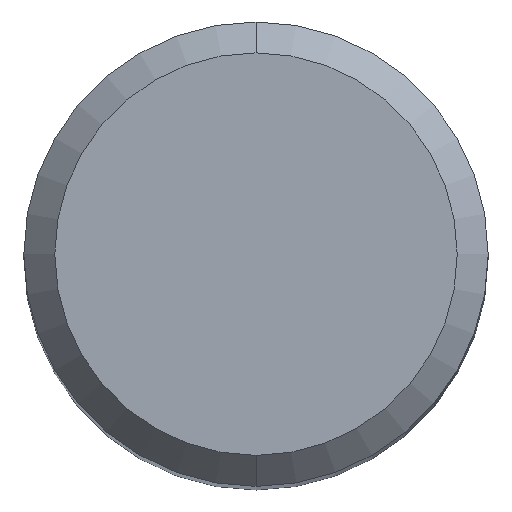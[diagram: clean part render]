
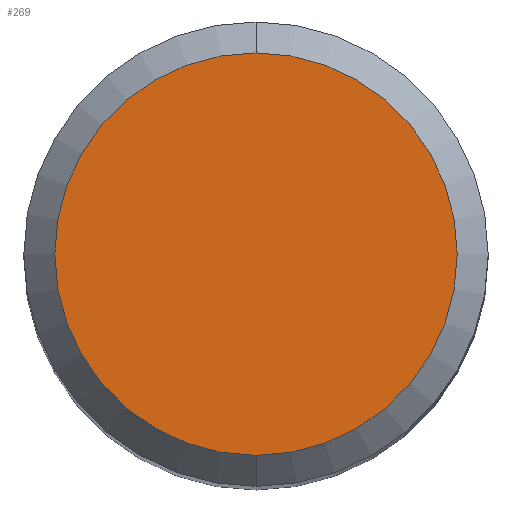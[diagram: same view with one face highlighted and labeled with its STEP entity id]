
A CAD part, top view. The second image highlights one B-rep face of the part: STEP entity #269.
In plain terms, the highlighted planar face has unit normal (0, 0, 1).
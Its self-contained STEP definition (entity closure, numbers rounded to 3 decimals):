
#269=ADVANCED_FACE('',(#594),#595,.T.);
#305=EDGE_CURVE('',#439,#389,#635,.T.);
#389=VERTEX_POINT('',#726);
#423=EDGE_CURVE('',#389,#439,#764,.T.);
#439=VERTEX_POINT('',#784);
#594=FACE_OUTER_BOUND('',#1028,.T.);
#595=PLANE('',#1029);
#635=CIRCLE('',#1111,2.6);
#726=CARTESIAN_POINT('',(0.,-2.6,0.0));
#764=CIRCLE('',#1348,2.6);
#784=CARTESIAN_POINT('',(0.0,2.6,0.0));
#1028=EDGE_LOOP('',(#1589,#1590));
#1029=AXIS2_PLACEMENT_3D('',#1591,#1592,#1593);
#1111=AXIS2_PLACEMENT_3D('',#1638,#1639,#1640);
#1348=AXIS2_PLACEMENT_3D('',#1775,#1776,#1777);
#1589=ORIENTED_EDGE('',*,*,#305,.F.);
#1590=ORIENTED_EDGE('',*,*,#423,.F.);
#1591=CARTESIAN_POINT('',(0.0,1.3,0.0));
#1592=DIRECTION('',(-0.0,0.0,1.0));
#1593=DIRECTION('',(0.0,-1.0,0.0));
#1638=CARTESIAN_POINT('',(0.0,0.0,0.0));
#1639=DIRECTION('',(0.0,0.0,-1.0));
#1640=DIRECTION('',(0.0,1.0,0.0));
#1775=CARTESIAN_POINT('',(0.0,0.0,0.0));
#1776=DIRECTION('',(0.0,0.0,-1.0));
#1777=DIRECTION('',(0.0,1.0,0.0));
